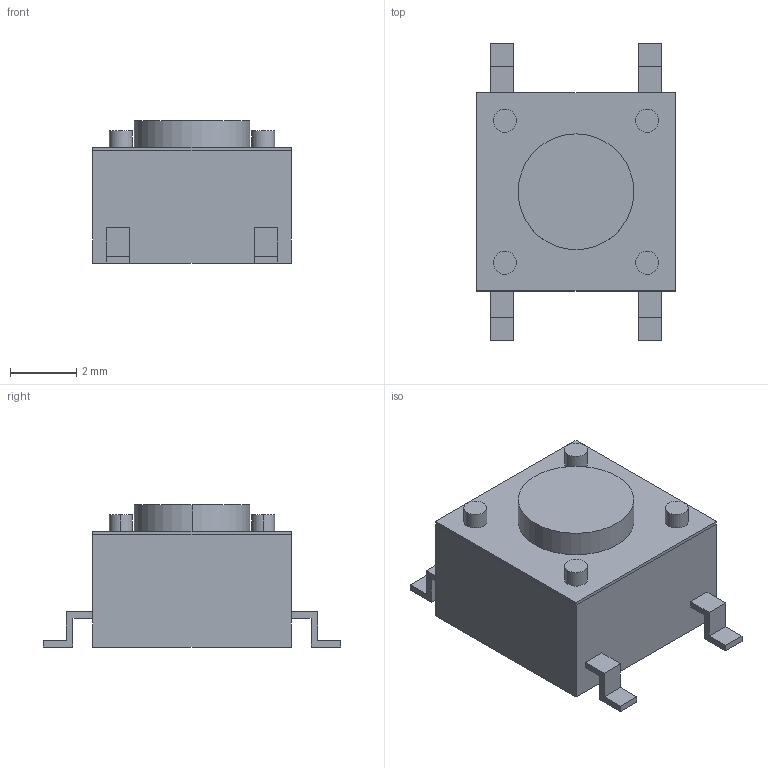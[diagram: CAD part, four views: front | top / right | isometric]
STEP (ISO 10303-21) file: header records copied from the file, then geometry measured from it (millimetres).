
FILE_DESCRIPTION (( 'STEP AP203' ), '1' );
FILE_NAME ('User Library-KFC-A06-HA-4.3.STEP', '2019-07-02T06:15:33', ( '' ), ( '' ), 'SwSTEP 2.0', 'SolidWorks 2019', '' );
FILE_SCHEMA (( 'CONFIG_CONTROL_DESIGN' ));
Length unit declared in the file: millimetre
Products named in the file (12): User Library-KFC-A06-HA-4.3________002; User Library-KFC-A06-HA-4.3____004; User Library-KFC-A06-HA-4.3_Fusion; User Library-KFC-A06-HA-4.3; User Library-KFC-A06-HA-4.3_Fusion002; User Library-KFC-A06-HA-4.3________004; User Library-KFC-A06-HA-4.3________001; User Library-KFC-A06-HA-4.3________003; User Library-KFC-A06-HA-4.3_Imported_2; User Library-KFC-A06-HA-4.3_Imported; User Library-KFC-A06-HA-4.3_Fusion001; User Library-KFC-A06-HA-4.3_Fusion003
Assembly tree (11 placements, depth 2):
  User Library-KFC-A06-HA-4.3
    User Library-KFC-A06-HA-4.3_Imported
    User Library-KFC-A06-HA-4.3_Imported_2
    User Library-KFC-A06-HA-4.3________001
    User Library-KFC-A06-HA-4.3_Fusion
    User Library-KFC-A06-HA-4.3_Fusion001
    User Library-KFC-A06-HA-4.3_Fusion002
    User Library-KFC-A06-HA-4.3____004
    User Library-KFC-A06-HA-4.3________003
    User Library-KFC-A06-HA-4.3_Fusion003
    User Library-KFC-A06-HA-4.3________004
    User Library-KFC-A06-HA-4.3________002
Bounding box: 6 x 9 x 4.3 mm (x, y, z)
Volume: 135.8 mm3; surface area: 281.7 mm2
Topology: 11 solids, 11 shells, 72 faces, 150 edges, 100 vertices
Faces by surface type: plane 62, cylinder 10
Entity records: 3180 total; most frequent: DIRECTION 342, CARTESIAN_POINT 336, ORIENTED_EDGE 300, EDGE_CURVE 150, LINE 130, VECTOR 130, PERSON_AND_ORGANIZATION 107, AXIS2_PLACEMENT_3D 106
